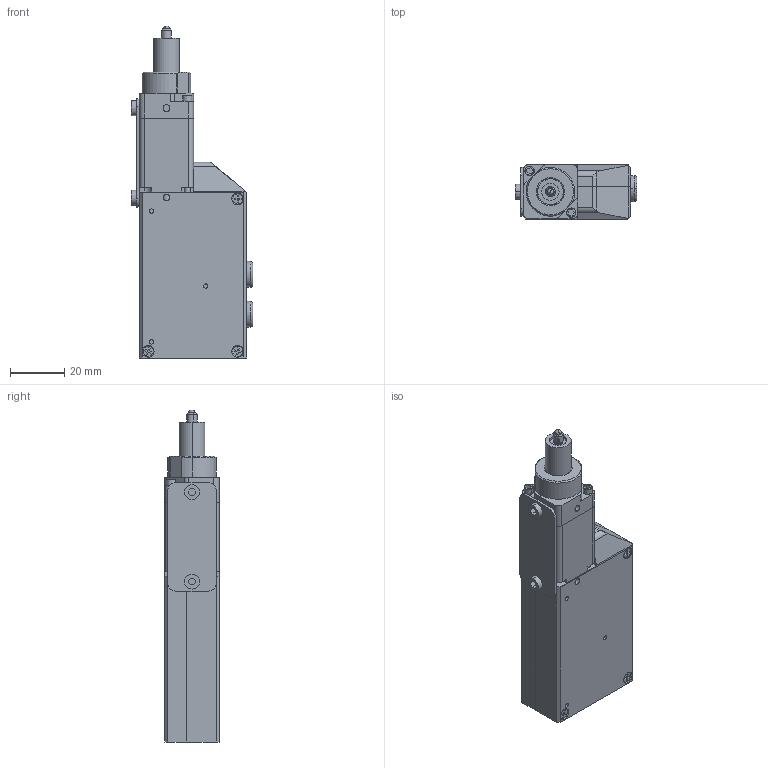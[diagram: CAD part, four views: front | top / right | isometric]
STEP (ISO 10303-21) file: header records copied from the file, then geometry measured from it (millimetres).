
FILE_DESCRIPTION (( 'STEP AP203' ), '1' );
FILE_NAME ('X-NA08x25_X-NA-SV.step', '2019-08-26T21:11:54', ( '' ), ( '' ), 'SwSTEP 2.0', 'SolidWorks 2019', '' );
FILE_SCHEMA (( 'CONFIG_CONTROL_DESIGN' ));
Length unit declared in the file: millimetre
Products named in the file (24): X-NA08x25 Front Mount; Connector, Molex PicoBlade _10Pin; X-NA Controller Assembly_X-NA-SV; 2.5mm Ball Sleeve; Vega Board; T-NA Antirotation Insert Spline; NA08 Motor; X-NA heat transfer tab; Vega Board Assembly_Vacuum; Capacitor KT550-75 UF; Screw M3 x 5 SC Low Profile; Grommet; T-NA08x25 Spline Shaft; X-NA Controller Top_X-NA-SV; Magnet for home sensor; X-NA08x25_X-NA-SV; Ball 2.5mm; Screw 2-56 x 1 1-2 SC; X-NA Controller Bottom_X-NA-SV; T-NA08x25 Lead Screw; Connector, Molex PicoBlade _05Pin; Connector, Molex PicoBlade _03Pin; Connector, Molex PicoBlade _04Pin; Screw M2 x 16 Flat Head Phillips_92010A008
Assembly tree (29 placements, depth 4):
  X-NA08x25_X-NA-SV
    NA08 Motor
    T-NA08x25 Lead Screw
    2.5mm Ball Sleeve
    Magnet for home sensor
    T-NA08x25 Spline Shaft
    T-NA Antirotation Insert Spline
    Ball 2.5mm
    Screw 2-56 x 1 1-2 SC  x2
    X-NA Controller Assembly_X-NA-SV
      X-NA Controller Bottom_X-NA-SV
      Vega Board Assembly_Vacuum
        Vega Board
        Connector, Molex PicoBlade _10Pin
        Connector, Molex PicoBlade _05Pin
        Connector, Molex PicoBlade _03Pin  x2
        Connector, Molex PicoBlade _04Pin
        Capacitor KT550-75 UF
      X-NA Controller Top_X-NA-SV
      Screw M2 x 16 Flat Head Phillips_92010A008  x3
      Grommet  x2
    X-NA08x25 Front Mount
    Screw M3 x 5 SC Low Profile  x2
    X-NA heat transfer tab
Bounding box: 44.88 x 20 x 122.51 mm (x, y, z)
Volume: 36973.9 mm3; surface area: 36011.8 mm2
Topology: 27 solids, 27 shells, 1465 faces, 3933 edges, 2618 vertices
Faces by surface type: plane 1002, cylinder 408, cone 35, torus 16, sphere 4
Entity records: 45007 total; most frequent: CARTESIAN_POINT 8670, ORIENTED_EDGE 7018, DIRECTION 6829, EDGE_CURVE 3509, LINE 2569, VECTOR 2569, VERTEX_POINT 2348, AXIS2_PLACEMENT_3D 2130
